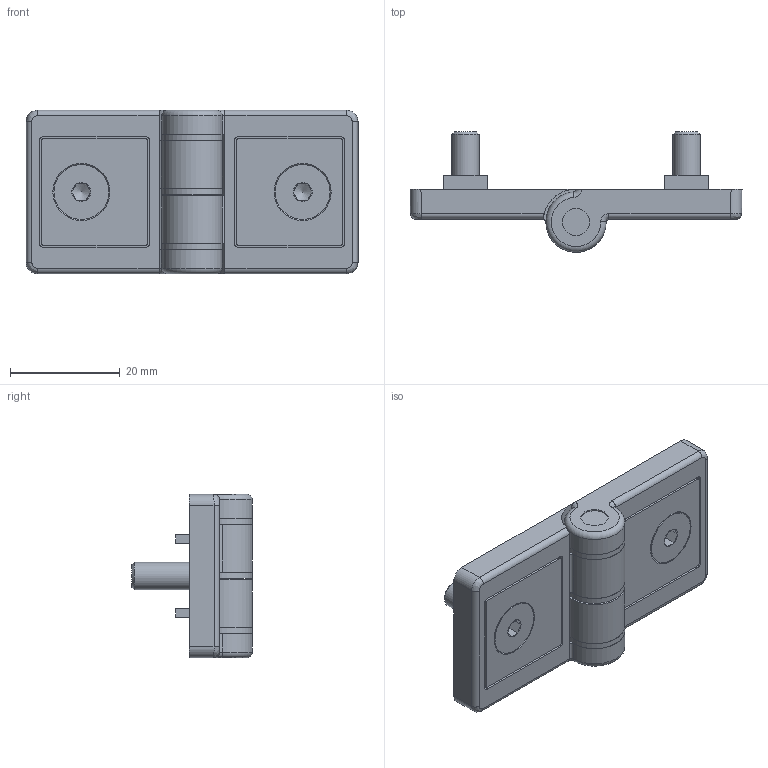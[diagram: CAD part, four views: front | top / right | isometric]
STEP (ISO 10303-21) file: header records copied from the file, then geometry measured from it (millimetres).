
FILE_DESCRIPTION(/* description */ (''),/* implementation_level */ '2;1');
FILE_NAME(/* name */ '10468_KriTec_Scharnier_8_Zn_8_8.stp',/* time_stamp */ '2018-05-30T15:04:00+02:00',/* author */ ('kostic'),/* organization */ (''),/* preprocessor_version */ 'ST-DEVELOPER v16.1',/* originating_system */ 'Autodesk Inventor 2016',/* authorisation */ '');
FILE_SCHEMA (('AUTOMOTIVE_DESIGN { 1 0 10303 214 3 1 1 }'));
Length unit declared in the file: millimetre
Products named in the file (6): 10468_Scharnier_8_Zn_8_8; Verdrehsicherung; 17023_KriTec_Senkkopfschraube_ISO10642_M5x16; Stift; Scheibe; 10468_KriTec_Scharnier_8_Zn_8_8
Assembly tree (10 placements, depth 2):
  10468_KriTec_Scharnier_8_Zn_8_8
    10468_Scharnier_8_Zn_8_8  x2
    Verdrehsicherung  x2
    17023_KriTec_Senkkopfschraube_ISO10642_M5x16  x2
    Stift
    Scheibe  x3
Bounding box: 60.6 x 22 x 29.8 mm (x, y, z)
Volume: 10045.1 mm3; surface area: 9931.7 mm2
Topology: 10 solids, 10 shells, 197 faces, 429 edges, 258 vertices
Faces by surface type: plane 102, cylinder 73, cone 10, torus 8, bspline 4
Full cylindrical faces by diameter (mm): 3.465 x2, 5 x10, 5.3 x2, 10 x2, 10.4 x2, 11 x3
Entity records: 2900 total; most frequent: CARTESIAN_POINT 516, DIRECTION 496, ORIENTED_EDGE 404, EDGE_CURVE 196, AXIS2_PLACEMENT_3D 196, EDGE_LOOP 126, VERTEX_POINT 126, LINE 104
